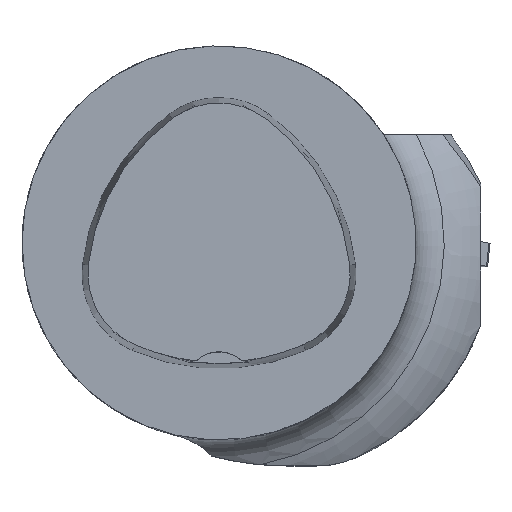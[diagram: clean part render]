
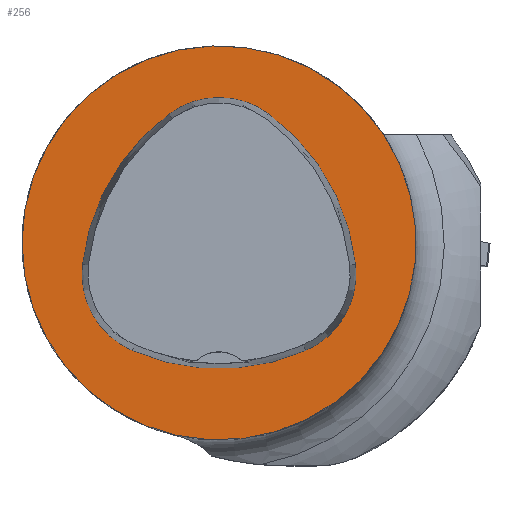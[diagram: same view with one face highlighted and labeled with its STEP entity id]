
A CAD part, top view. The second image highlights one B-rep face of the part: STEP entity #256.
In plain terms, the highlighted planar face has unit normal (0, 0, 1).
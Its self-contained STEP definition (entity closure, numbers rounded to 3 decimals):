
#127=PLANE('',#1476);
#256=ADVANCED_FACE('',(#312,#313),#127,.T.);
#312=FACE_BOUND('',#372,.T.);
#313=FACE_BOUND('',#373,.T.);
#372=EDGE_LOOP('',(#742,#743,#744,#745,#746,#747));
#373=EDGE_LOOP('',(#748));
#447=CIRCLE('',#1385,40.);
#463=CIRCLE('',#1454,44.);
#465=CIRCLE('',#1457,17.);
#467=CIRCLE('',#1460,44.);
#469=CIRCLE('',#1463,17.);
#473=CIRCLE('',#1468,44.);
#475=CIRCLE('',#1471,17.);
#742=ORIENTED_EDGE('',*,*,#1093,.T.);
#743=ORIENTED_EDGE('',*,*,#1073,.T.);
#744=ORIENTED_EDGE('',*,*,#1077,.T.);
#745=ORIENTED_EDGE('',*,*,#1080,.T.);
#746=ORIENTED_EDGE('',*,*,#1083,.T.);
#747=ORIENTED_EDGE('',*,*,#1091,.T.);
#748=ORIENTED_EDGE('',*,*,#972,.F.);
#855=VERTEX_POINT('',#1961);
#922=VERTEX_POINT('',#2270);
#923=VERTEX_POINT('',#2271);
#926=VERTEX_POINT('',#2279);
#928=VERTEX_POINT('',#2285);
#930=VERTEX_POINT('',#2291);
#937=VERTEX_POINT('',#2312);
#972=EDGE_CURVE('',#855,#855,#447,.T.);
#1073=EDGE_CURVE('',#922,#923,#463,.T.);
#1077=EDGE_CURVE('',#923,#926,#465,.T.);
#1080=EDGE_CURVE('',#926,#928,#467,.T.);
#1083=EDGE_CURVE('',#928,#930,#469,.T.);
#1091=EDGE_CURVE('',#930,#937,#473,.T.);
#1093=EDGE_CURVE('',#937,#922,#475,.T.);
#1385=AXIS2_PLACEMENT_3D('',#1960,#1547,#1548);
#1454=AXIS2_PLACEMENT_3D('',#2269,#1738,#1739);
#1457=AXIS2_PLACEMENT_3D('',#2278,#1746,#1747);
#1460=AXIS2_PLACEMENT_3D('',#2284,#1753,#1754);
#1463=AXIS2_PLACEMENT_3D('',#2290,#1760,#1761);
#1468=AXIS2_PLACEMENT_3D('',#2313,#1772,#1773);
#1471=AXIS2_PLACEMENT_3D('',#2316,#1778,#1779);
#1476=AXIS2_PLACEMENT_3D('',#2321,#1788,#1789);
#1547=DIRECTION('',(0.,0.,-1.));
#1548=DIRECTION('',(-1.,0.,0.));
#1738=DIRECTION('',(0.,0.,-1.));
#1739=DIRECTION('',(-1.,0.,0.));
#1746=DIRECTION('',(0.,0.,-1.));
#1747=DIRECTION('',(-1.,0.,0.));
#1753=DIRECTION('',(0.,0.,-1.));
#1754=DIRECTION('',(-1.,0.,0.));
#1760=DIRECTION('',(0.,0.,-1.));
#1761=DIRECTION('',(-1.,0.,0.));
#1772=DIRECTION('',(0.,0.,-1.));
#1773=DIRECTION('',(-1.,0.,0.));
#1778=DIRECTION('',(0.,0.,-1.));
#1779=DIRECTION('',(-1.,0.,0.));
#1788=DIRECTION('',(0.,0.,1.));
#1789=DIRECTION('',(1.,0.,0.));
#1960=CARTESIAN_POINT('',(0.,0.,0.));
#1961=CARTESIAN_POINT('',(-40.,0.,0.));
#2269=CARTESIAN_POINT('',(16.01,-9.224,0.));
#2270=CARTESIAN_POINT('',(-27.722,-4.378,0.));
#2271=CARTESIAN_POINT('',(-10.119,26.178,0.));
#2278=CARTESIAN_POINT('',(-0.023,12.5,0.));
#2279=CARTESIAN_POINT('',(10.049,26.194,0.));
#2284=CARTESIAN_POINT('',(-16.021,-9.25,0.));
#2285=CARTESIAN_POINT('',(27.71,-4.394,0.));
#2290=CARTESIAN_POINT('',(10.814,-6.27,0.));
#2291=CARTESIAN_POINT('',(17.611,-21.852,0.));
#2312=CARTESIAN_POINT('',(-17.652,-21.819,0.));
#2313=CARTESIAN_POINT('',(0.017,18.477,0.));
#2316=CARTESIAN_POINT('',(-10.825,-6.25,0.));
#2321=CARTESIAN_POINT('',(0.,0.,0.));
